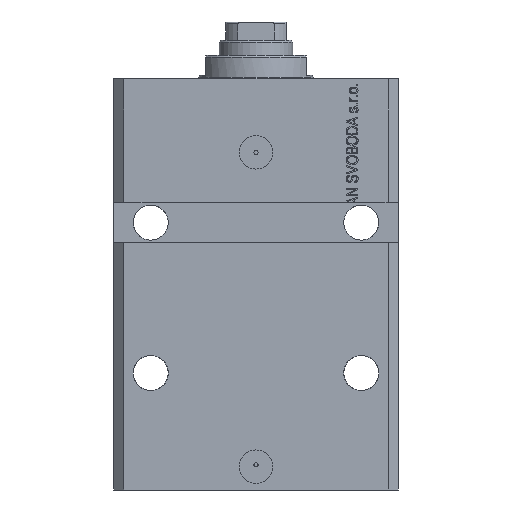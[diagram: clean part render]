
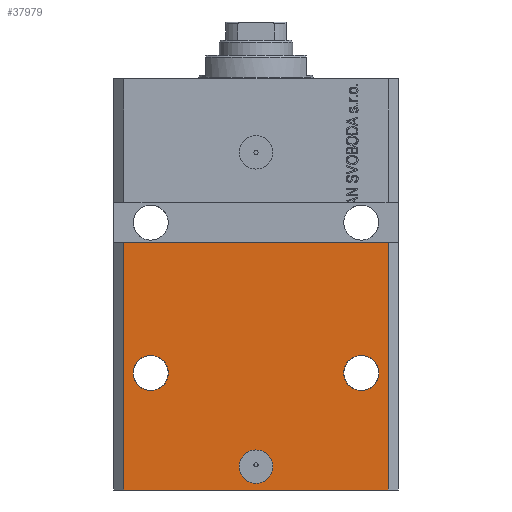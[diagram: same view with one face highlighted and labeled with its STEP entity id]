
A CAD part, front view. The second image highlights one B-rep face of the part: STEP entity #37979.
In plain terms, the highlighted planar face has unit normal (0, -1, 0).
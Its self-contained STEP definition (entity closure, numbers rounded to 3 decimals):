
#220 = AXIS2_PLACEMENT_3D ( 'NONE', #5313, #1653, #20873 ) ;
#490 = EDGE_CURVE ( 'NONE', #46534, #33965, #43557, .T. ) ;
#861 = CARTESIAN_POINT ( 'NONE',  ( -39.5, -31.5, -123. ) ) ;
#1617 = CARTESIAN_POINT ( 'NONE',  ( 39.5, -31.5, -123. ) ) ;
#1653 = DIRECTION ( 'NONE',  ( 0., -1., 0. ) ) ;
#2734 = CARTESIAN_POINT ( 'NONE',  ( 0., -31.5, -116. ) ) ;
#2955 = CARTESIAN_POINT ( 'NONE',  ( -39.5, -31.5, -123. ) ) ;
#4134 = CARTESIAN_POINT ( 'NONE',  ( -36.75, -31.5, -88. ) ) ;
#4518 = LINE ( 'NONE', #861, #22707 ) ;
#4840 = EDGE_CURVE ( 'NONE', #7355, #5908, #14085, .T. ) ;
#5313 = CARTESIAN_POINT ( 'NONE',  ( 0., -31.5, -116. ) ) ;
#5908 = VERTEX_POINT ( 'NONE', #4134 ) ;
#6659 = AXIS2_PLACEMENT_3D ( 'NONE', #41878, #30211, #8318 ) ;
#6845 = DIRECTION ( 'NONE',  ( 1., 0., 0. ) ) ;
#7355 = VERTEX_POINT ( 'NONE', #12836 ) ;
#7458 = DIRECTION ( 'NONE',  ( 0., 0., 1. ) ) ;
#8237 = ORIENTED_EDGE ( 'NONE', *, *, #31622, .F. ) ;
#8318 = DIRECTION ( 'NONE',  ( 1., 0., 0. ) ) ;
#8545 = EDGE_CURVE ( 'NONE', #40215, #25680, #4518, .T. ) ;
#8899 = EDGE_CURVE ( 'NONE', #11714, #13805, #29725, .T. ) ;
#10280 = DIRECTION ( 'NONE',  ( 0., -1., 0. ) ) ;
#10703 = FACE_BOUND ( 'NONE', #31826, .T. ) ;
#11714 = VERTEX_POINT ( 'NONE', #34319 ) ;
#12154 = AXIS2_PLACEMENT_3D ( 'NONE', #13877, #36466, #31876 ) ;
#12471 = AXIS2_PLACEMENT_3D ( 'NONE', #28753, #17587, #39958 ) ;
#12566 = CARTESIAN_POINT ( 'NONE',  ( 39.5, -31.5, -123. ) ) ;
#12836 = CARTESIAN_POINT ( 'NONE',  ( -26.25, -31.5, -88. ) ) ;
#13544 = CARTESIAN_POINT ( 'NONE',  ( -39.5, -31.5, -49. ) ) ;
#13805 = VERTEX_POINT ( 'NONE', #32808 ) ;
#13841 = CIRCLE ( 'NONE', #20812, 5.25 ) ;
#13877 = CARTESIAN_POINT ( 'NONE',  ( -39.5, -31.5, -123. ) ) ;
#14085 = CIRCLE ( 'NONE', #42830, 5.25 ) ;
#17044 = PLANE ( 'NONE',  #12154 ) ;
#17528 = FACE_BOUND ( 'NONE', #38945, .T. ) ;
#17545 = CIRCLE ( 'NONE', #6659, 5.25 ) ;
#17587 = DIRECTION ( 'NONE',  ( 0., -1., 0. ) ) ;
#17661 = LINE ( 'NONE', #35161, #36873 ) ;
#18189 = ORIENTED_EDGE ( 'NONE', *, *, #4840, .F. ) ;
#18471 = CARTESIAN_POINT ( 'NONE',  ( 39.5, -31.5, -49. ) ) ;
#18933 = CIRCLE ( 'NONE', #22013, 5. ) ;
#18951 = ORIENTED_EDGE ( 'NONE', *, *, #490, .F. ) ;
#19309 = CARTESIAN_POINT ( 'NONE',  ( 36.75, -31.5, -88. ) ) ;
#19762 = DIRECTION ( 'NONE',  ( -1., 0., 0. ) ) ;
#20107 = LINE ( 'NONE', #12566, #46345 ) ;
#20812 = AXIS2_PLACEMENT_3D ( 'NONE', #31187, #45781, #19762 ) ;
#20873 = DIRECTION ( 'NONE',  ( 1., 0., 0. ) ) ;
#22013 = AXIS2_PLACEMENT_3D ( 'NONE', #2734, #10280, #43585 ) ;
#22566 = CARTESIAN_POINT ( 'NONE',  ( -42.5, -31.5, -49. ) ) ;
#22707 = VECTOR ( 'NONE', #7458, 1000. ) ;
#24473 = DIRECTION ( 'NONE',  ( 1., 0., 0. ) ) ;
#25641 = ORIENTED_EDGE ( 'NONE', *, *, #41002, .F. ) ;
#25680 = VERTEX_POINT ( 'NONE', #13544 ) ;
#27152 = DIRECTION ( 'NONE',  ( 0., 0., 1. ) ) ;
#28295 = ORIENTED_EDGE ( 'NONE', *, *, #33269, .T. ) ;
#28753 = CARTESIAN_POINT ( 'NONE',  ( 31.5, -31.5, -88. ) ) ;
#29725 = CIRCLE ( 'NONE', #220, 5. ) ;
#29816 = ORIENTED_EDGE ( 'NONE', *, *, #40236, .F. ) ;
#30197 = ORIENTED_EDGE ( 'NONE', *, *, #8899, .F. ) ;
#30211 = DIRECTION ( 'NONE',  ( 0., -1., 0. ) ) ;
#31187 = CARTESIAN_POINT ( 'NONE',  ( -31.5, -31.5, -88. ) ) ;
#31622 = EDGE_CURVE ( 'NONE', #13805, #11714, #18933, .T. ) ;
#31826 = EDGE_LOOP ( 'NONE', ( #18951, #40557 ) ) ;
#31876 = DIRECTION ( 'NONE',  ( 0., 0., -1. ) ) ;
#32063 = VERTEX_POINT ( 'NONE', #18471 ) ;
#32808 = CARTESIAN_POINT ( 'NONE',  ( -5., -31.5, -116. ) ) ;
#33269 = EDGE_CURVE ( 'NONE', #40215, #47612, #17661, .T. ) ;
#33965 = VERTEX_POINT ( 'NONE', #34852 ) ;
#34319 = CARTESIAN_POINT ( 'NONE',  ( 5., -31.5, -116. ) ) ;
#34852 = CARTESIAN_POINT ( 'NONE',  ( 26.25, -31.5, -88. ) ) ;
#35161 = CARTESIAN_POINT ( 'NONE',  ( -39.5, -31.5, -123. ) ) ;
#35467 = DIRECTION ( 'NONE',  ( -1., 0., 0. ) ) ;
#35990 = EDGE_LOOP ( 'NONE', ( #29816, #45743, #28295, #41906 ) ) ;
#36466 = DIRECTION ( 'NONE',  ( 0., -1., 0. ) ) ;
#36873 = VECTOR ( 'NONE', #24473, 1000. ) ;
#37979 = ADVANCED_FACE ( 'NONE', ( #17528, #10703, #43541, #47674 ), #17044, .T. ) ;
#38870 = DIRECTION ( 'NONE',  ( 0., -1., 0. ) ) ;
#38945 = EDGE_LOOP ( 'NONE', ( #30197, #8237 ) ) ;
#39958 = DIRECTION ( 'NONE',  ( 1., 0., 0. ) ) ;
#40170 = LINE ( 'NONE', #22566, #45657 ) ;
#40215 = VERTEX_POINT ( 'NONE', #2955 ) ;
#40236 = EDGE_CURVE ( 'NONE', #25680, #32063, #40170, .T. ) ;
#40320 = EDGE_LOOP ( 'NONE', ( #18189, #25641 ) ) ;
#40557 = ORIENTED_EDGE ( 'NONE', *, *, #42905, .F. ) ;
#41002 = EDGE_CURVE ( 'NONE', #5908, #7355, #13841, .T. ) ;
#41878 = CARTESIAN_POINT ( 'NONE',  ( 31.5, -31.5, -88. ) ) ;
#41906 = ORIENTED_EDGE ( 'NONE', *, *, #47510, .T. ) ;
#42830 = AXIS2_PLACEMENT_3D ( 'NONE', #46176, #38870, #35467 ) ;
#42905 = EDGE_CURVE ( 'NONE', #33965, #46534, #17545, .T. ) ;
#43541 = FACE_BOUND ( 'NONE', #40320, .T. ) ;
#43557 = CIRCLE ( 'NONE', #12471, 5.25 ) ;
#43585 = DIRECTION ( 'NONE',  ( 1., 0., 0. ) ) ;
#45657 = VECTOR ( 'NONE', #6845, 1000. ) ;
#45743 = ORIENTED_EDGE ( 'NONE', *, *, #8545, .F. ) ;
#45781 = DIRECTION ( 'NONE',  ( 0., -1., 0. ) ) ;
#46176 = CARTESIAN_POINT ( 'NONE',  ( -31.5, -31.5, -88. ) ) ;
#46345 = VECTOR ( 'NONE', #27152, 1000. ) ;
#46534 = VERTEX_POINT ( 'NONE', #19309 ) ;
#47510 = EDGE_CURVE ( 'NONE', #47612, #32063, #20107, .T. ) ;
#47612 = VERTEX_POINT ( 'NONE', #1617 ) ;
#47674 = FACE_OUTER_BOUND ( 'NONE', #35990, .T. ) ;
